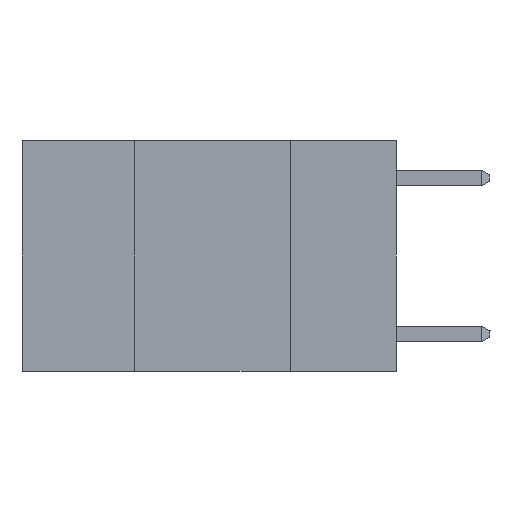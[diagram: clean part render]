
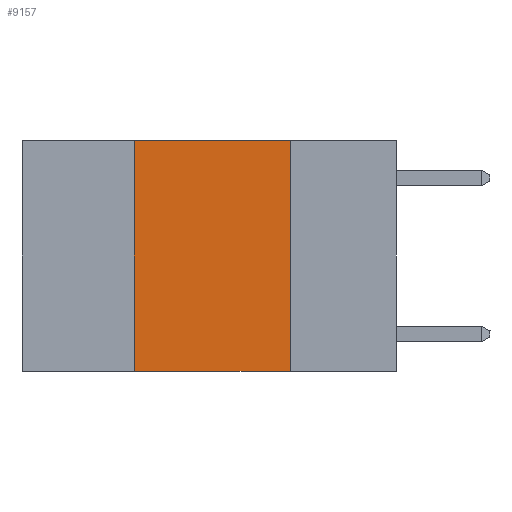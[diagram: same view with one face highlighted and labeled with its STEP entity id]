
A CAD part, left-side view. The second image highlights one B-rep face of the part: STEP entity #9157.
In plain terms, the highlighted planar face has unit normal (-1, 0, 0).
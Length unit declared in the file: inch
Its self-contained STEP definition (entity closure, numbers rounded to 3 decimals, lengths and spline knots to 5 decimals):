
#1378 = EDGE_LOOP ( 'NONE', ( #5313, #4830, #3327, #17253 ) ) ;
#1715 = FACE_OUTER_BOUND ( 'NONE', #1378, .T. ) ;
#2205 = DIRECTION ( 'NONE',  ( 0., 0., -1. ) ) ;
#3327 = ORIENTED_EDGE ( 'NONE', *, *, #19293, .F. ) ;
#3432 = DIRECTION ( 'NONE',  ( 1., 0., 0. ) ) ;
#4830 = ORIENTED_EDGE ( 'NONE', *, *, #18047, .F. ) ;
#4947 = CARTESIAN_POINT ( 'NONE',  ( 0., 0.42, 0. ) ) ;
#5313 = ORIENTED_EDGE ( 'NONE', *, *, #6094, .F. ) ;
#6094 = EDGE_CURVE ( 'NONE', #21872, #12546, #16727, .T. ) ;
#7867 = PLANE ( 'NONE',  #25508 ) ;
#9157 = ADVANCED_FACE ( 'NONE', ( #1715 ), #7867, .F. ) ;
#9358 = CARTESIAN_POINT ( 'NONE',  ( 0., 0.17, -0.37 ) ) ;
#9575 = VECTOR ( 'NONE', #25706, 39.37008 ) ;
#11114 = CARTESIAN_POINT ( 'NONE',  ( 0., 0.17, 0. ) ) ;
#11907 = VECTOR ( 'NONE', #22409, 39.37008 ) ;
#12546 = VERTEX_POINT ( 'NONE', #9358 ) ;
#13769 = VECTOR ( 'NONE', #27247, 39.37008 ) ;
#15152 = LINE ( 'NONE', #25188, #13769 ) ;
#15483 = LINE ( 'NONE', #21436, #9575 ) ;
#16686 = VECTOR ( 'NONE', #2205, 39.37008 ) ;
#16727 = LINE ( 'NONE', #11114, #16686 ) ;
#16735 = CARTESIAN_POINT ( 'NONE',  ( 0., 0.6, 0. ) ) ;
#17253 = ORIENTED_EDGE ( 'NONE', *, *, #17897, .T. ) ;
#17897 = EDGE_CURVE ( 'NONE', #23377, #12546, #15152, .T. ) ;
#18047 = EDGE_CURVE ( 'NONE', #23006, #21872, #15483, .T. ) ;
#18827 = DIRECTION ( 'NONE',  ( 0., 0., -1. ) ) ;
#19293 = EDGE_CURVE ( 'NONE', #23377, #23006, #23296, .T. ) ;
#21436 = CARTESIAN_POINT ( 'NONE',  ( 0., 0.6, 0. ) ) ;
#21872 = VERTEX_POINT ( 'NONE', #26651 ) ;
#22409 = DIRECTION ( 'NONE',  ( 0., 0., 1. ) ) ;
#23006 = VERTEX_POINT ( 'NONE', #24286 ) ;
#23296 = LINE ( 'NONE', #4947, #11907 ) ;
#23377 = VERTEX_POINT ( 'NONE', #23484 ) ;
#23484 = CARTESIAN_POINT ( 'NONE',  ( 0., 0.42, -0.37 ) ) ;
#24286 = CARTESIAN_POINT ( 'NONE',  ( 0., 0.42, 0. ) ) ;
#25188 = CARTESIAN_POINT ( 'NONE',  ( 0., 0.6, -0.37 ) ) ;
#25508 = AXIS2_PLACEMENT_3D ( 'NONE', #16735, #3432, #18827 ) ;
#25706 = DIRECTION ( 'NONE',  ( 0., -1., 0. ) ) ;
#26651 = CARTESIAN_POINT ( 'NONE',  ( 0., 0.17, 0. ) ) ;
#27247 = DIRECTION ( 'NONE',  ( 0., -1., 0. ) ) ;
